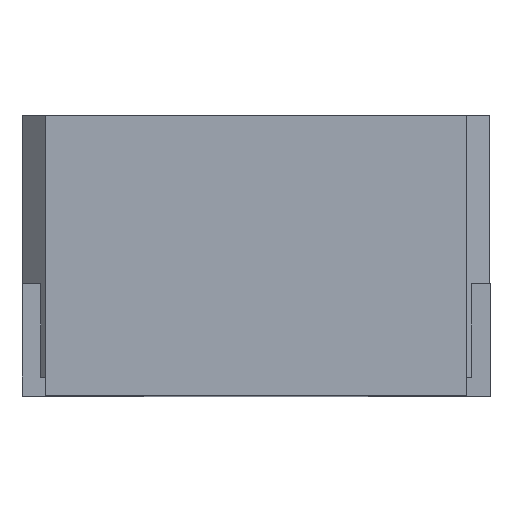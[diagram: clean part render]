
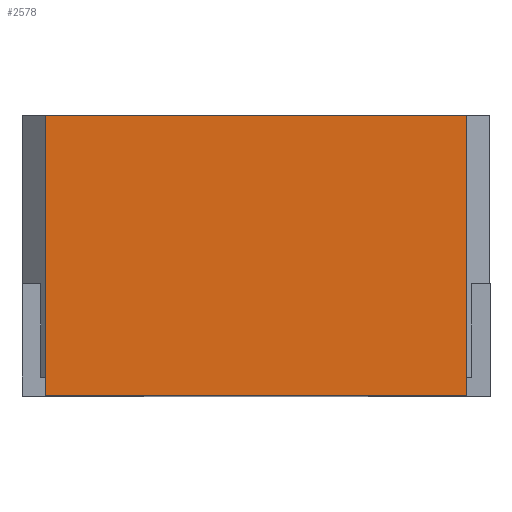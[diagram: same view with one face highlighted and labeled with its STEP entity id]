
A CAD part, top view. The second image highlights one B-rep face of the part: STEP entity #2578.
In plain terms, the highlighted planar face has unit normal (0, 0, 1).
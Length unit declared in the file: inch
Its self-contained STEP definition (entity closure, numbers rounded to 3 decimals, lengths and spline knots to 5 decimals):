
#97 = VERTEX_POINT ( 'NONE', #2426 ) ;
#241 = EDGE_CURVE ( 'NONE', #1020, #97, #824, .T. ) ;
#267 = LINE ( 'NONE', #1217, #2039 ) ;
#434 = ORIENTED_EDGE ( 'NONE', *, *, #1565, .T. ) ;
#513 = FACE_OUTER_BOUND ( 'NONE', #2318, .T. ) ;
#581 = VECTOR ( 'NONE', #1284, 39.37008 ) ;
#599 = CARTESIAN_POINT ( 'NONE',  ( -0.08858, 0.11811, 0.09843 ) ) ;
#666 = ORIENTED_EDGE ( 'NONE', *, *, #241, .T. ) ;
#813 = LINE ( 'NONE', #599, #1077 ) ;
#824 = LINE ( 'NONE', #2421, #581 ) ;
#886 = ORIENTED_EDGE ( 'NONE', *, *, #1137, .F. ) ;
#960 = CARTESIAN_POINT ( 'NONE',  ( 0.08858, 0.11811, 0.09843 ) ) ;
#1020 = VERTEX_POINT ( 'NONE', #2650 ) ;
#1077 = VECTOR ( 'NONE', #1482, 39.37008 ) ;
#1137 = EDGE_CURVE ( 'NONE', #2573, #2888, #267, .T. ) ;
#1181 = LINE ( 'NONE', #960, #2104 ) ;
#1217 = CARTESIAN_POINT ( 'NONE',  ( -0.08858, 0.11811, 0.09843 ) ) ;
#1219 = DIRECTION ( 'NONE',  ( 0., -1., 0. ) ) ;
#1284 = DIRECTION ( 'NONE',  ( 1., 0., 0. ) ) ;
#1434 = AXIS2_PLACEMENT_3D ( 'NONE', #1605, #2313, #2530 ) ;
#1482 = DIRECTION ( 'NONE',  ( 0., -1., 0. ) ) ;
#1565 = EDGE_CURVE ( 'NONE', #2573, #1020, #813, .T. ) ;
#1605 = CARTESIAN_POINT ( 'NONE',  ( -0.08858, 0.11811, 0.09843 ) ) ;
#1881 = CARTESIAN_POINT ( 'NONE',  ( -0.08858, 0.11811, 0.09843 ) ) ;
#2039 = VECTOR ( 'NONE', #2086, 39.37008 ) ;
#2086 = DIRECTION ( 'NONE',  ( 1., 0., 0. ) ) ;
#2104 = VECTOR ( 'NONE', #1219, 39.37008 ) ;
#2313 = DIRECTION ( 'NONE',  ( 0., 0., -1. ) ) ;
#2318 = EDGE_LOOP ( 'NONE', ( #666, #2611, #886, #434 ) ) ;
#2332 = PLANE ( 'NONE',  #1434 ) ;
#2421 = CARTESIAN_POINT ( 'NONE',  ( -0.08858, 0., 0.09843 ) ) ;
#2426 = CARTESIAN_POINT ( 'NONE',  ( 0.08858, 0., 0.09843 ) ) ;
#2477 = CARTESIAN_POINT ( 'NONE',  ( 0.08858, 0.11811, 0.09843 ) ) ;
#2530 = DIRECTION ( 'NONE',  ( -1., 0., 0. ) ) ;
#2573 = VERTEX_POINT ( 'NONE', #1881 ) ;
#2578 = ADVANCED_FACE ( 'NONE', ( #513 ), #2332, .F. ) ;
#2611 = ORIENTED_EDGE ( 'NONE', *, *, #2904, .F. ) ;
#2650 = CARTESIAN_POINT ( 'NONE',  ( -0.08858, 0., 0.09843 ) ) ;
#2888 = VERTEX_POINT ( 'NONE', #2477 ) ;
#2904 = EDGE_CURVE ( 'NONE', #2888, #97, #1181, .T. ) ;
